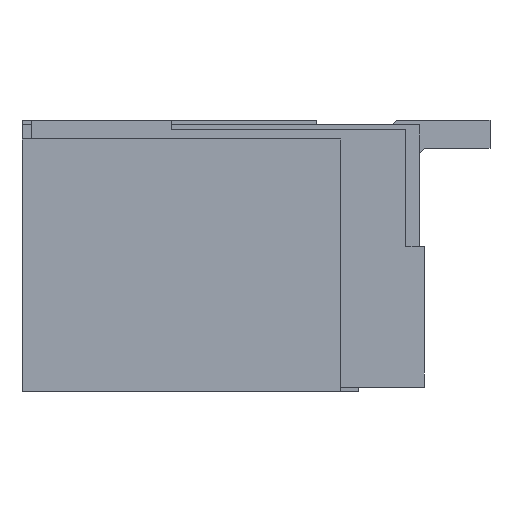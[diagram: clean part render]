
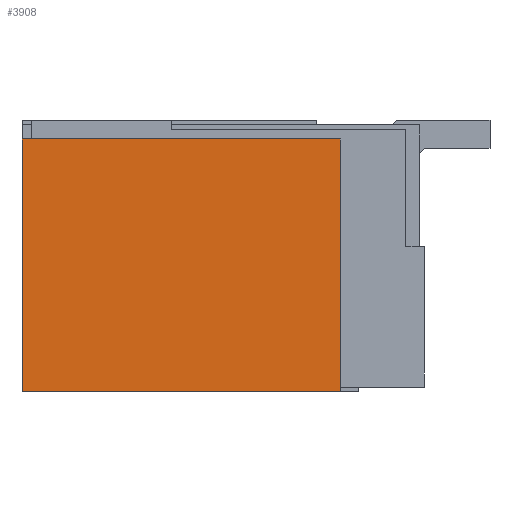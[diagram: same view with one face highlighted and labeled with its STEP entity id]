
A CAD part, left-side view. The second image highlights one B-rep face of the part: STEP entity #3908.
In plain terms, the highlighted planar face has unit normal (-1, 0, 0).
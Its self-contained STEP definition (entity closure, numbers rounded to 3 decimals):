
#1140=DIRECTION('',(0.,0.,1.));
#1141=VECTOR('',#1140,2.7);
#1142=CARTESIAN_POINT('',(-3.15,4.25,-0.925));
#1143=LINE('',#1142,#1141);
#1798=DIRECTION('',(0.,0.,1.));
#1799=VECTOR('',#1798,2.7);
#1800=CARTESIAN_POINT('',(-3.15,0.85,-0.925));
#1801=LINE('',#1800,#1799);
#1805=DIRECTION('',(0.,1.,0.));
#1806=VECTOR('',#1805,3.4);
#1807=CARTESIAN_POINT('',(-3.15,0.85,-0.925));
#1808=LINE('',#1807,#1806);
#1812=DIRECTION('',(0.,-1.,0.));
#1813=VECTOR('',#1812,3.4);
#1814=CARTESIAN_POINT('',(-3.15,4.25,1.775));
#1815=LINE('',#1814,#1813);
#2324=CARTESIAN_POINT('',(-3.15,4.25,-0.925));
#2326=VERTEX_POINT('',#2324);
#2369=CARTESIAN_POINT('',(-3.15,0.85,-0.925));
#2370=CARTESIAN_POINT('',(-3.15,0.85,1.775));
#2371=VERTEX_POINT('',#2369);
#2372=VERTEX_POINT('',#2370);
#2373=CARTESIAN_POINT('',(-3.15,4.25,1.775));
#2374=VERTEX_POINT('',#2373);
#3896=CARTESIAN_POINT('',(-3.15,0.,-0.925));
#3897=DIRECTION('',(-1.,0.,0.));
#3898=DIRECTION('',(0.,0.,1.));
#3899=AXIS2_PLACEMENT_3D('',#3896,#3897,#3898);
#3900=PLANE('',#3899);
#3901=ORIENTED_EDGE('',*,*,#3889,.F.);
#3902=ORIENTED_EDGE('',*,*,#3690,.T.);
#3903=ORIENTED_EDGE('',*,*,#3386,.T.);
#3905=ORIENTED_EDGE('',*,*,#3904,.T.);
#3906=EDGE_LOOP('',(#3901,#3902,#3903,#3905));
#3907=FACE_OUTER_BOUND('',#3906,.F.);
#3908=ADVANCED_FACE('',(#3907),#3900,.T.);
#3386=EDGE_CURVE('',#2326,#2374,#1143,.T.);
#3690=EDGE_CURVE('',#2371,#2326,#1808,.T.);
#3889=EDGE_CURVE('',#2371,#2372,#1801,.T.);
#3904=EDGE_CURVE('',#2374,#2372,#1815,.T.);
